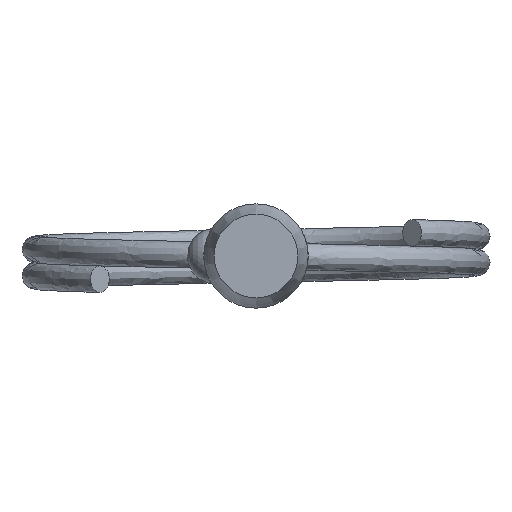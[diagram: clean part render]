
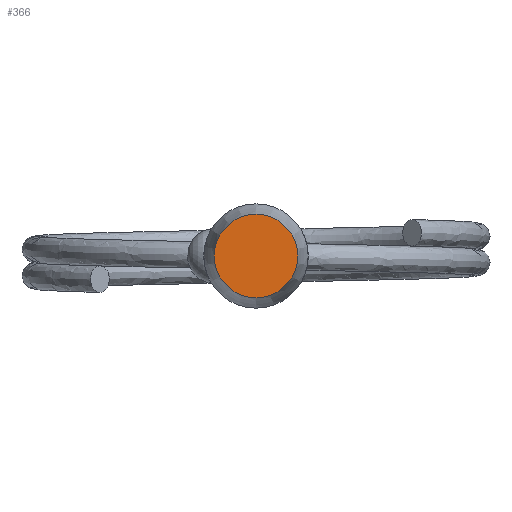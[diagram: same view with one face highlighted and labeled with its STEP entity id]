
A CAD part, left-side view. The second image highlights one B-rep face of the part: STEP entity #366.
In plain terms, the highlighted planar face has unit normal (-1, 0, 0).
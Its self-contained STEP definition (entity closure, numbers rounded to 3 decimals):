
#71=PLANE('',#439);
#95=FACE_OUTER_BOUND('',#124,.T.);
#124=EDGE_LOOP('',(#333,#334));
#159=CIRCLE('',#435,2.4);
#160=CIRCLE('',#436,2.4);
#197=VERTEX_POINT('',#1288);
#198=VERTEX_POINT('',#1290);
#243=EDGE_CURVE('',#198,#197,#159,.T.);
#244=EDGE_CURVE('',#197,#198,#160,.T.);
#333=ORIENTED_EDGE('',*,*,#243,.T.);
#334=ORIENTED_EDGE('',*,*,#244,.T.);
#366=ADVANCED_FACE('',(#95),#71,.F.);
#435=AXIS2_PLACEMENT_3D('',#1291,#532,#533);
#436=AXIS2_PLACEMENT_3D('',#1292,#534,#535);
#439=AXIS2_PLACEMENT_3D('',#1296,#541,#542);
#532=DIRECTION('center_axis',(-1.,0.,0.));
#533=DIRECTION('ref_axis',(0.,0.,1.));
#534=DIRECTION('center_axis',(-1.,0.,0.));
#535=DIRECTION('ref_axis',(0.,0.,1.));
#541=DIRECTION('center_axis',(1.,0.,0.));
#542=DIRECTION('ref_axis',(0.,0.,-1.));
#1288=CARTESIAN_POINT('',(-56.75,0.,2.4));
#1290=CARTESIAN_POINT('',(-56.75,0.,-2.4));
#1291=CARTESIAN_POINT('Origin',(-56.75,0.,0.));
#1292=CARTESIAN_POINT('Origin',(-56.75,0.,0.));
#1296=CARTESIAN_POINT('Origin',(-56.75,2.4,0.));
